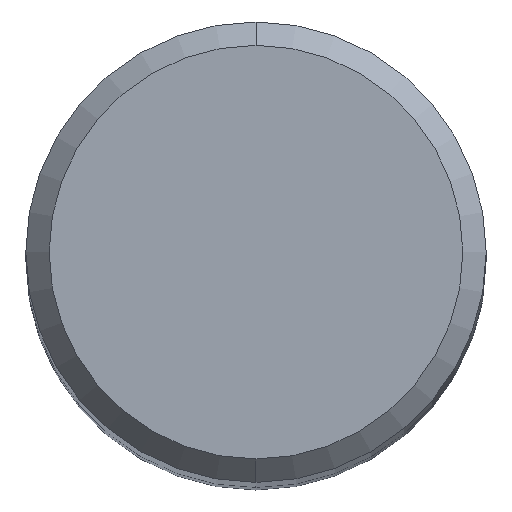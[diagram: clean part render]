
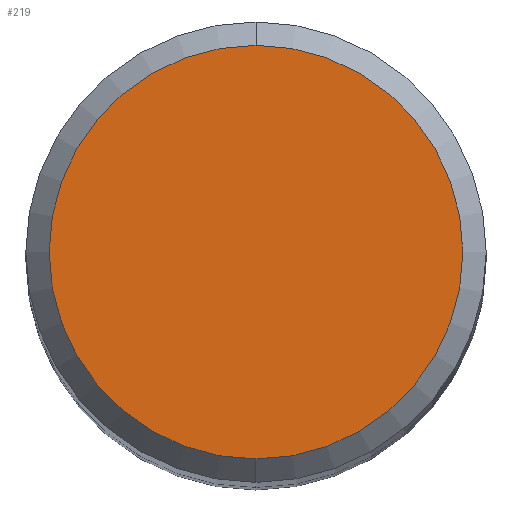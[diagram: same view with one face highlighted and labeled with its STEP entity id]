
A CAD part, top view. The second image highlights one B-rep face of the part: STEP entity #219.
In plain terms, the highlighted planar face has unit normal (0, 0, 1).
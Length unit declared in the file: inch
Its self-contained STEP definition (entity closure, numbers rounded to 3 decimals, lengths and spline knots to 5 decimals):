
#2 = CARTESIAN_POINT ( 'NONE',  ( 0., 0., 0. ) ) ;
#3 = DIRECTION ( 'NONE',  ( 0., 0., 1. ) ) ;
#34 = DIRECTION ( 'NONE',  ( 0., 0., 1. ) ) ;
#49 = FACE_OUTER_BOUND ( 'NONE', #189, .T. ) ;
#63 = ORIENTED_EDGE ( 'NONE', *, *, #118, .T. ) ;
#64 = CIRCLE ( 'NONE', #251, 0.17685 ) ;
#69 = ORIENTED_EDGE ( 'NONE', *, *, #95, .T. ) ;
#74 = DIRECTION ( 'NONE',  ( 0., 0., -1. ) ) ;
#95 = EDGE_CURVE ( 'NONE', #345, #269, #396, .T. ) ;
#102 = DIRECTION ( 'NONE',  ( 0., -1., 0. ) ) ;
#116 = PLANE ( 'NONE',  #378 ) ;
#118 = EDGE_CURVE ( 'NONE', #269, #345, #64, .T. ) ;
#132 = DIRECTION ( 'NONE',  ( 0., -1., 0. ) ) ;
#147 = AXIS2_PLACEMENT_3D ( 'NONE', #2, #34, #102 ) ;
#171 = CARTESIAN_POINT ( 'NONE',  ( 0., 0.17685, 0. ) ) ;
#174 = CARTESIAN_POINT ( 'NONE',  ( 0., -0.17685, 0. ) ) ;
#189 = EDGE_LOOP ( 'NONE', ( #69, #63 ) ) ;
#194 = CARTESIAN_POINT ( 'NONE',  ( 0., 0.17685, 0. ) ) ;
#219 = ADVANCED_FACE ( 'NONE', ( #49 ), #116, .F. ) ;
#234 = DIRECTION ( 'NONE',  ( 0., 1., 0. ) ) ;
#251 = AXIS2_PLACEMENT_3D ( 'NONE', #288, #3, #132 ) ;
#269 = VERTEX_POINT ( 'NONE', #174 ) ;
#288 = CARTESIAN_POINT ( 'NONE',  ( 0., 0., 0. ) ) ;
#345 = VERTEX_POINT ( 'NONE', #194 ) ;
#378 = AXIS2_PLACEMENT_3D ( 'NONE', #171, #74, #234 ) ;
#396 = CIRCLE ( 'NONE', #147, 0.17685 ) ;
